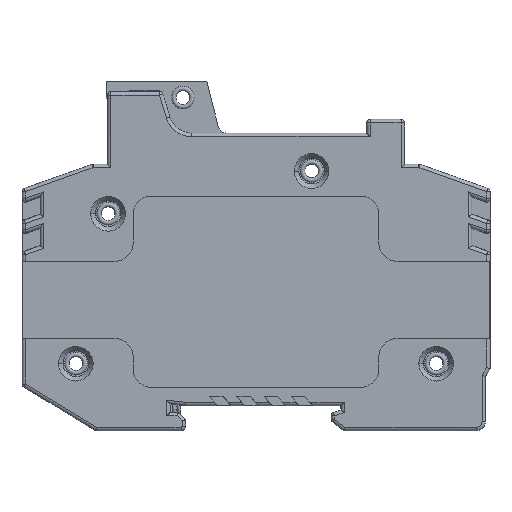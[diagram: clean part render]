
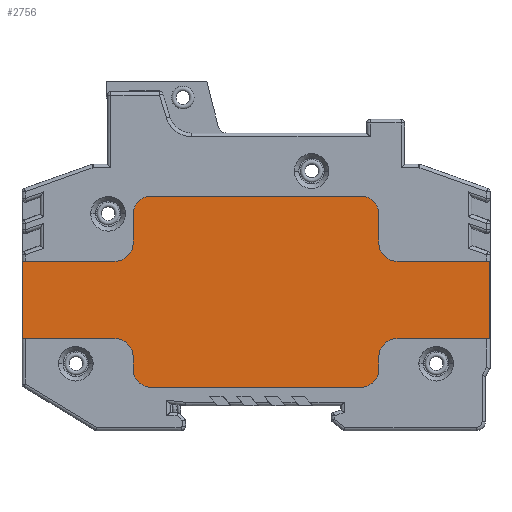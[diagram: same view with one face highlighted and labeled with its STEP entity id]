
A CAD part, front view. The second image highlights one B-rep face of the part: STEP entity #2756.
In plain terms, the highlighted face is planar.
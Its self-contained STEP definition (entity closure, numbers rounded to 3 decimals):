
#1801=CIRCLE('',#29653,4.);
#1802=CIRCLE('',#29654,4.);
#1803=CIRCLE('',#29655,4.);
#1804=CIRCLE('',#29656,4.);
#1805=CIRCLE('',#29657,4.);
#1806=CIRCLE('',#29658,4.);
#1807=CIRCLE('',#29659,4.);
#1808=CIRCLE('',#29660,4.);
#2756=ADVANCED_FACE('',(#5318),#4196,.T.);
#4196=PLANE('',#29661);
#5318=FACE_OUTER_BOUND('',#6851,.T.);
#6851=EDGE_LOOP('',(#10055,#10056,#10057,#10058,#10059,#10060,#10061,#10062,
#10063,#10064,#10065,#10066,#10067,#10068,#10069,#10070,#10071,#10072,#10073,
#10074));
#10055=ORIENTED_EDGE('',*,*,#20061,.T.);
#10056=ORIENTED_EDGE('',*,*,#20062,.T.);
#10057=ORIENTED_EDGE('',*,*,#20063,.T.);
#10058=ORIENTED_EDGE('',*,*,#20064,.T.);
#10059=ORIENTED_EDGE('',*,*,#20065,.T.);
#10060=ORIENTED_EDGE('',*,*,#20066,.T.);
#10061=ORIENTED_EDGE('',*,*,#19335,.T.);
#10062=ORIENTED_EDGE('',*,*,#19339,.F.);
#10063=ORIENTED_EDGE('',*,*,#20067,.T.);
#10064=ORIENTED_EDGE('',*,*,#20068,.T.);
#10065=ORIENTED_EDGE('',*,*,#20069,.T.);
#10066=ORIENTED_EDGE('',*,*,#20070,.T.);
#10067=ORIENTED_EDGE('',*,*,#20071,.T.);
#10068=ORIENTED_EDGE('',*,*,#20072,.T.);
#10069=ORIENTED_EDGE('',*,*,#20073,.T.);
#10070=ORIENTED_EDGE('',*,*,#20074,.T.);
#10071=ORIENTED_EDGE('',*,*,#20075,.T.);
#10072=ORIENTED_EDGE('',*,*,#19327,.F.);
#10073=ORIENTED_EDGE('',*,*,#19334,.T.);
#10074=ORIENTED_EDGE('',*,*,#20076,.T.);
#16715=VERTEX_POINT('',#40176);
#16716=VERTEX_POINT('',#40177);
#16719=VERTEX_POINT('',#40187);
#16720=VERTEX_POINT('',#40191);
#16721=VERTEX_POINT('',#40192);
#16722=VERTEX_POINT('',#40197);
#17128=VERTEX_POINT('',#41791);
#17129=VERTEX_POINT('',#41792);
#17130=VERTEX_POINT('',#41794);
#17131=VERTEX_POINT('',#41796);
#17132=VERTEX_POINT('',#41798);
#17133=VERTEX_POINT('',#41800);
#17134=VERTEX_POINT('',#41803);
#17135=VERTEX_POINT('',#41805);
#17136=VERTEX_POINT('',#41807);
#17137=VERTEX_POINT('',#41809);
#17138=VERTEX_POINT('',#41811);
#17139=VERTEX_POINT('',#41813);
#17140=VERTEX_POINT('',#41815);
#17141=VERTEX_POINT('',#41817);
#19327=EDGE_CURVE('',#16715,#16716,#23386,.T.);
#19334=EDGE_CURVE('',#16715,#16719,#23389,.T.);
#19335=EDGE_CURVE('',#16720,#16721,#23390,.T.);
#19339=EDGE_CURVE('',#16722,#16721,#23392,.T.);
#20061=EDGE_CURVE('',#17128,#17129,#23910,.T.);
#20062=EDGE_CURVE('',#17129,#17130,#1801,.T.);
#20063=EDGE_CURVE('',#17130,#17131,#23911,.T.);
#20064=EDGE_CURVE('',#17131,#17132,#1802,.T.);
#20065=EDGE_CURVE('',#17132,#17133,#23912,.T.);
#20066=EDGE_CURVE('',#17133,#16720,#1803,.T.);
#20067=EDGE_CURVE('',#16722,#17134,#23913,.T.);
#20068=EDGE_CURVE('',#17134,#17135,#1804,.T.);
#20069=EDGE_CURVE('',#17135,#17136,#23914,.T.);
#20070=EDGE_CURVE('',#17136,#17137,#1805,.T.);
#20071=EDGE_CURVE('',#17137,#17138,#23915,.T.);
#20072=EDGE_CURVE('',#17138,#17139,#1806,.T.);
#20073=EDGE_CURVE('',#17139,#17140,#23916,.T.);
#20074=EDGE_CURVE('',#17140,#17141,#1807,.T.);
#20075=EDGE_CURVE('',#17141,#16716,#23917,.T.);
#20076=EDGE_CURVE('',#16719,#17128,#1808,.T.);
#23386=LINE('',#40175,#26371);
#23389=LINE('',#40188,#26374);
#23390=LINE('',#40190,#26375);
#23392=LINE('',#40198,#26377);
#23910=LINE('',#41790,#26895);
#23911=LINE('',#41795,#26896);
#23912=LINE('',#41799,#26897);
#23913=LINE('',#41802,#26898);
#23914=LINE('',#41806,#26899);
#23915=LINE('',#41810,#26900);
#23916=LINE('',#41814,#26901);
#23917=LINE('',#41818,#26902);
#26371=VECTOR('',#32018,1.);
#26374=VECTOR('',#32031,1.);
#26375=VECTOR('',#32034,1.);
#26377=VECTOR('',#32042,1.);
#26895=VECTOR('',#33538,1.);
#26896=VECTOR('',#33541,1.);
#26897=VECTOR('',#33544,1.);
#26898=VECTOR('',#33547,1.);
#26899=VECTOR('',#33550,1.);
#26900=VECTOR('',#33553,1.);
#26901=VECTOR('',#33556,1.);
#26902=VECTOR('',#33559,1.);
#29653=AXIS2_PLACEMENT_3D('',#41793,#33539,#33540);
#29654=AXIS2_PLACEMENT_3D('',#41797,#33542,#33543);
#29655=AXIS2_PLACEMENT_3D('',#41801,#33545,#33546);
#29656=AXIS2_PLACEMENT_3D('',#41804,#33548,#33549);
#29657=AXIS2_PLACEMENT_3D('',#41808,#33551,#33552);
#29658=AXIS2_PLACEMENT_3D('',#41812,#33554,#33555);
#29659=AXIS2_PLACEMENT_3D('',#41816,#33557,#33558);
#29660=AXIS2_PLACEMENT_3D('',#41819,#33560,#33561);
#29661=AXIS2_PLACEMENT_3D('',#41820,#33562,#33563);
#32018=DIRECTION('',(0.,-1.,0.));
#32031=DIRECTION('',(-1.,0.,0.));
#32034=DIRECTION('',(-1.,0.,0.));
#32042=DIRECTION('',(0.,1.,0.));
#33538=DIRECTION('',(0.,1.,0.));
#33539=DIRECTION('',(0.,0.,1.));
#33540=DIRECTION('',(1.,0.,0.));
#33541=DIRECTION('',(-1.,0.,0.));
#33542=DIRECTION('',(0.,0.,1.));
#33543=DIRECTION('',(1.,0.,0.));
#33544=DIRECTION('',(0.,-1.,0.));
#33545=DIRECTION('',(0.,0.,-1.));
#33546=DIRECTION('',(1.,0.,0.));
#33547=DIRECTION('',(1.,0.,0.));
#33548=DIRECTION('',(0.,0.,-1.));
#33549=DIRECTION('',(1.,0.,0.));
#33550=DIRECTION('',(0.,-1.,0.));
#33551=DIRECTION('',(0.,0.,1.));
#33552=DIRECTION('',(1.,0.,0.));
#33553=DIRECTION('',(1.,0.,0.));
#33554=DIRECTION('',(0.,0.,1.));
#33555=DIRECTION('',(1.,0.,0.));
#33556=DIRECTION('',(0.,1.,0.));
#33557=DIRECTION('',(0.,0.,-1.));
#33558=DIRECTION('',(1.,0.,0.));
#33559=DIRECTION('',(1.,0.,0.));
#33560=DIRECTION('',(0.,0.,-1.));
#33561=DIRECTION('',(1.,0.,0.));
#33562=DIRECTION('',(0.,0.,1.));
#33563=DIRECTION('',(1.,0.,0.));
#40175=CARTESIAN_POINT('',(389.618,45.051,22.87));
#40176=CARTESIAN_POINT('',(389.618,45.051,22.87));
#40177=CARTESIAN_POINT('',(389.618,28.016,22.87));
#40187=CARTESIAN_POINT('',(369.254,45.051,22.87));
#40188=CARTESIAN_POINT('',(389.618,45.051,22.87));
#40190=CARTESIAN_POINT('',(313.448,45.051,22.87));
#40191=CARTESIAN_POINT('',(307.176,45.051,22.87));
#40192=CARTESIAN_POINT('',(286.813,45.051,22.87));
#40197=CARTESIAN_POINT('',(286.813,28.016,22.87));
#40198=CARTESIAN_POINT('',(286.813,32.051,22.87));
#41790=CARTESIAN_POINT('',(365.254,46.901,22.87));
#41791=CARTESIAN_POINT('',(365.254,49.051,22.87));
#41792=CARTESIAN_POINT('',(365.254,55.386,22.87));
#41793=CARTESIAN_POINT('',(361.254,55.386,22.87));
#41794=CARTESIAN_POINT('',(361.254,59.386,22.87));
#41795=CARTESIAN_POINT('',(363.254,59.386,22.87));
#41796=CARTESIAN_POINT('',(315.176,59.386,22.87));
#41797=CARTESIAN_POINT('',(315.176,55.386,22.87));
#41798=CARTESIAN_POINT('',(311.176,55.386,22.87));
#41799=CARTESIAN_POINT('',(311.176,57.386,22.87));
#41800=CARTESIAN_POINT('',(311.176,49.051,22.87));
#41801=CARTESIAN_POINT('',(307.176,49.051,22.87));
#41802=CARTESIAN_POINT('',(280.448,28.016,22.87));
#41803=CARTESIAN_POINT('',(307.176,28.016,22.87));
#41804=CARTESIAN_POINT('',(307.176,24.016,22.87));
#41805=CARTESIAN_POINT('',(311.176,24.016,22.87));
#41806=CARTESIAN_POINT('',(311.176,26.016,22.87));
#41807=CARTESIAN_POINT('',(311.176,21.301,22.87));
#41808=CARTESIAN_POINT('',(315.176,21.301,22.87));
#41809=CARTESIAN_POINT('',(315.176,17.301,22.87));
#41810=CARTESIAN_POINT('',(311.176,17.301,22.87));
#41811=CARTESIAN_POINT('',(361.254,17.301,22.87));
#41812=CARTESIAN_POINT('',(361.254,21.301,22.87));
#41813=CARTESIAN_POINT('',(365.254,21.301,22.87));
#41814=CARTESIAN_POINT('',(365.254,22.001,22.87));
#41815=CARTESIAN_POINT('',(365.254,24.016,22.87));
#41816=CARTESIAN_POINT('',(369.254,24.016,22.87));
#41817=CARTESIAN_POINT('',(369.254,28.016,22.87));
#41818=CARTESIAN_POINT('',(367.254,28.016,22.87));
#41819=CARTESIAN_POINT('',(369.254,49.051,22.87));
#41820=CARTESIAN_POINT('',(338.215,45.826,22.87));
